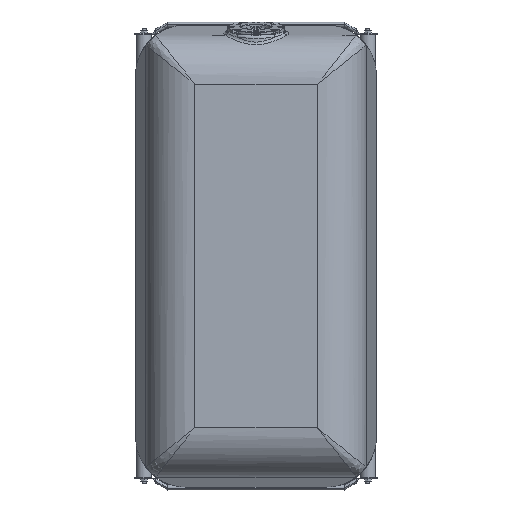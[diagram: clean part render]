
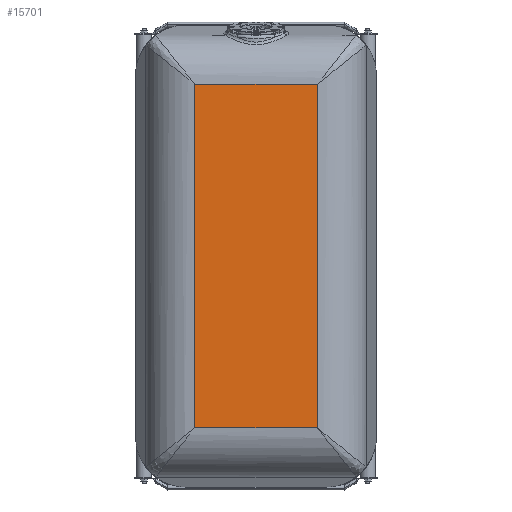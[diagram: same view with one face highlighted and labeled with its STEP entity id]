
A CAD part, front view. The second image highlights one B-rep face of the part: STEP entity #15701.
In plain terms, the highlighted planar face has unit normal (0, -1, 0).
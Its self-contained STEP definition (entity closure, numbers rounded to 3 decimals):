
#571=PLANE('',#17112);
#1277=FACE_OUTER_BOUND('',#2243,.T.);
#2243=EDGE_LOOP('',(#11567,#11568,#11569,#11570));
#3693=LINE('',#26503,#4783);
#3696=LINE('',#26595,#4786);
#3698=LINE('',#26698,#4788);
#3749=LINE('',#27923,#4839);
#4783=VECTOR('',#19003,10.);
#4786=VECTOR('',#19016,10.);
#4788=VECTOR('',#19024,10.);
#4839=VECTOR('',#19229,10.);
#6776=VERTEX_POINT('',#26498);
#6777=VERTEX_POINT('',#26502);
#6780=VERTEX_POINT('',#26582);
#6783=VERTEX_POINT('',#26593);
#8438=EDGE_CURVE('',#6776,#6777,#3693,.T.);
#8447=EDGE_CURVE('',#6783,#6780,#3696,.T.);
#8454=EDGE_CURVE('',#6777,#6783,#3698,.T.);
#8576=EDGE_CURVE('',#6780,#6776,#3749,.T.);
#11567=ORIENTED_EDGE('',*,*,#8576,.F.);
#11568=ORIENTED_EDGE('',*,*,#8447,.F.);
#11569=ORIENTED_EDGE('',*,*,#8454,.F.);
#11570=ORIENTED_EDGE('',*,*,#8438,.F.);
#15701=ADVANCED_FACE('',(#1277),#571,.T.);
#17112=AXIS2_PLACEMENT_3D('',#27930,#19240,#19241);
#19003=DIRECTION('',(0.,0.,-1.));
#19016=DIRECTION('',(0.,0.,1.));
#19024=DIRECTION('',(-1.,0.,0.));
#19229=DIRECTION('',(1.,0.,0.));
#19240=DIRECTION('center_axis',(0.,-1.,0.));
#19241=DIRECTION('ref_axis',(1.,0.,0.));
#26498=CARTESIAN_POINT('',(182.541,-655.,513.541));
#26502=CARTESIAN_POINT('',(182.541,-655.,-513.541));
#26503=CARTESIAN_POINT('',(182.541,-655.,-513.541));
#26582=CARTESIAN_POINT('',(-182.541,-655.,513.541));
#26593=CARTESIAN_POINT('',(-182.541,-655.,-513.541));
#26595=CARTESIAN_POINT('',(-182.541,-655.,691.));
#26698=CARTESIAN_POINT('',(-182.541,-655.,-513.541));
#27923=CARTESIAN_POINT('',(182.541,-655.,513.541));
#27930=CARTESIAN_POINT('Origin',(-360.,-655.,0.));
